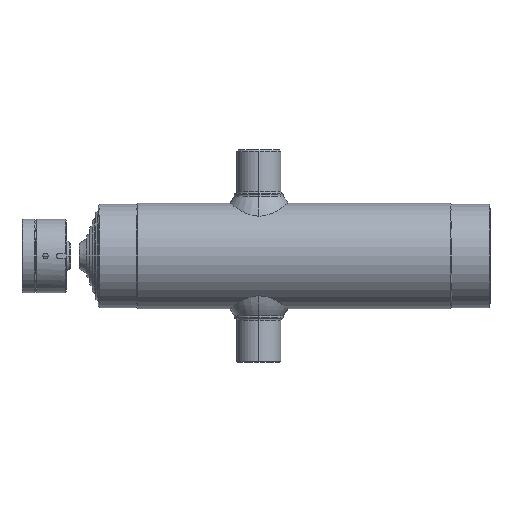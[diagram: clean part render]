
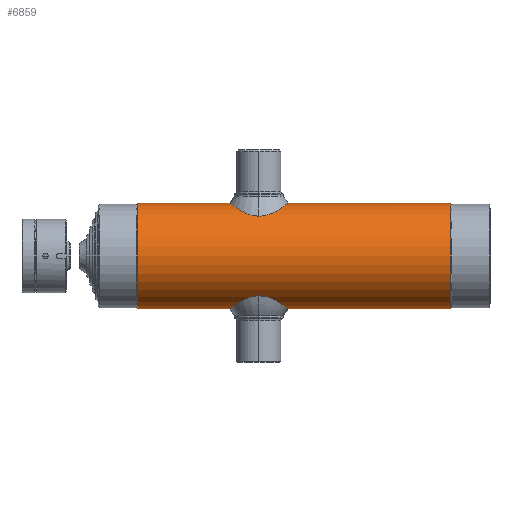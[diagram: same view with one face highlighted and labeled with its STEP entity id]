
A CAD part, left-side view. The second image highlights one B-rep face of the part: STEP entity #6859.
In plain terms, the highlighted cylindrical face has radius 54 mm (diameter 108 mm), a partial arc.
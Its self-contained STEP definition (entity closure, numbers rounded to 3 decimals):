
#38 = ORIENTED_EDGE ( 'NONE', *, *, #6924, .F. ) ;
#67 = CARTESIAN_POINT ( 'NONE',  ( 0., 249.089, 54. ) ) ;
#300 = CARTESIAN_POINT ( 'NONE',  ( 0., 249.089, 54. ) ) ;
#396 = B_SPLINE_CURVE_WITH_KNOTS ( 'NONE', 3,
 ( #300, #3473, #4351, #9700, #5066, #8198, #458, #5843, #9852, #4967, #8150, #1177, #2799, #2596, #7438, #414, #3527, #7284, #1031, #4144, #8103, #1237, #6555, #2653, #6659, #9804, #2748, #5889, #9124, #6148, #8406, #9083, #1378, #9279, #2133, #4495, #5366, #2941, #9913, #9170, #4540, #2049, #7627 ),
 .UNSPECIFIED., .F., .F.,
 ( 4, 2, 2, 1, 2, 2, 2, 2, 2, 2, 2, 2, 2, 2, 2, 2, 2, 2, 2, 2, 2, 4 ),
 ( 0.019, 0.02, 0.021, 0.021, 0.022, 0.022, 0.023, 0.025, 0.026, 0.026, 0.027, 0.028, 0.029, 0.03, 0.031, 0.032, 0.033, 0.034, 0.035, 0.035, 0.036, 0.038 ),
 .UNSPECIFIED. ) ;
#414 = CARTESIAN_POINT ( 'NONE',  ( -5.39, 245.754, 53.731 ) ) ;
#458 = CARTESIAN_POINT ( 'NONE',  ( -2.299, 248.642, 53.952 ) ) ;
#551 = DIRECTION ( 'NONE',  ( 0., 1., 0. ) ) ;
#554 = AXIS2_PLACEMENT_3D ( 'NONE', #8996, #1146, #3546 ) ;
#1031 = CARTESIAN_POINT ( 'NONE',  ( -5.798, 244.646, 53.688 ) ) ;
#1146 = DIRECTION ( 'NONE',  ( 0., 1., 0. ) ) ;
#1177 = CARTESIAN_POINT ( 'NONE',  ( -3.963, 247.611, 53.855 ) ) ;
#1237 = CARTESIAN_POINT ( 'NONE',  ( -6., 243.49, 53.666 ) ) ;
#1359 = VERTEX_POINT ( 'NONE', #8810 ) ;
#1376 = CARTESIAN_POINT ( 'NONE',  ( 0., 617.283, -54. ) ) ;
#1378 = CARTESIAN_POINT ( 'NONE',  ( -3.969, 238.573, 53.855 ) ) ;
#1451 = EDGE_CURVE ( 'NONE', #3923, #1359, #2428, .T. ) ;
#1942 = EDGE_CURVE ( 'NONE', #2386, #8152, #2511, .T. ) ;
#2049 = CARTESIAN_POINT ( 'NONE',  ( -0.397, 237.089, 54. ) ) ;
#2057 = DIRECTION ( 'NONE',  ( 0., 1., 0. ) ) ;
#2089 = DIRECTION ( 'NONE',  ( 0., 1., 0. ) ) ;
#2133 = CARTESIAN_POINT ( 'NONE',  ( -3.176, 237.995, 53.907 ) ) ;
#2381 = ORIENTED_EDGE ( 'NONE', *, *, #6594, .F. ) ;
#2386 = VERTEX_POINT ( 'NONE', #4425 ) ;
#2387 = DIRECTION ( 'NONE',  ( 0., 1., 0. ) ) ;
#2428 = LINE ( 'NONE', #7978, #7060 ) ;
#2511 = CIRCLE ( 'NONE', #554, 54. ) ;
#2596 = CARTESIAN_POINT ( 'NONE',  ( -4.77, 246.75, 53.789 ) ) ;
#2653 = CARTESIAN_POINT ( 'NONE',  ( -5.962, 242.307, 53.67 ) ) ;
#2748 = CARTESIAN_POINT ( 'NONE',  ( -5.686, 241.164, 53.7 ) ) ;
#2799 = CARTESIAN_POINT ( 'NONE',  ( -4.516, 247.059, 53.812 ) ) ;
#2941 = CARTESIAN_POINT ( 'NONE',  ( -2.483, 237.624, 53.943 ) ) ;
#2964 = CIRCLE ( 'NONE', #8726, 54. ) ;
#3075 = EDGE_LOOP ( 'NONE', ( #38, #7415, #5129, #5979, #5354, #2381 ) ) ;
#3473 = CARTESIAN_POINT ( 'NONE',  ( -0.392, 249.089, 54. ) ) ;
#3527 = CARTESIAN_POINT ( 'NONE',  ( -5.616, 245.21, 53.707 ) ) ;
#3546 = DIRECTION ( 'NONE',  ( 0., 0., 1. ) ) ;
#3923 = VERTEX_POINT ( 'NONE', #67 ) ;
#4144 = CARTESIAN_POINT ( 'NONE',  ( -5.846, 244.455, 53.683 ) ) ;
#4308 = CARTESIAN_POINT ( 'NONE',  ( 0., 237.089, 54. ) ) ;
#4351 = CARTESIAN_POINT ( 'NONE',  ( -0.781, 249.051, 53.996 ) ) ;
#4425 = CARTESIAN_POINT ( 'NONE',  ( 0., 47.089, -54. ) ) ;
#4435 = LINE ( 'NONE', #1376, #7906 ) ;
#4495 = CARTESIAN_POINT ( 'NONE',  ( -3.006, 237.893, 53.917 ) ) ;
#4540 = CARTESIAN_POINT ( 'NONE',  ( -0.789, 237.128, 53.996 ) ) ;
#4582 = VECTOR ( 'NONE', #5089, 1000. ) ;
#4691 = CARTESIAN_POINT ( 'NONE',  ( 0., 47.089, 54. ) ) ;
#4967 = CARTESIAN_POINT ( 'NONE',  ( -3.169, 248.188, 53.907 ) ) ;
#5057 = CARTESIAN_POINT ( 'NONE',  ( 0., 367.089, -54. ) ) ;
#5066 = CARTESIAN_POINT ( 'NONE',  ( -1.555, 248.888, 53.978 ) ) ;
#5089 = DIRECTION ( 'NONE',  ( 0., 1., 0. ) ) ;
#5129 = ORIENTED_EDGE ( 'NONE', *, *, #7667, .T. ) ;
#5183 = DIRECTION ( 'NONE',  ( 0., 0., 1. ) ) ;
#5278 = CARTESIAN_POINT ( 'NONE',  ( 0., 367.089, 0. ) ) ;
#5354 = ORIENTED_EDGE ( 'NONE', *, *, #1451, .T. ) ;
#5364 = FACE_OUTER_BOUND ( 'NONE', #3075, .T. ) ;
#5366 = CARTESIAN_POINT ( 'NONE',  ( -2.66, 237.708, 53.935 ) ) ;
#5843 = CARTESIAN_POINT ( 'NONE',  ( -2.653, 248.475, 53.935 ) ) ;
#5863 = LINE ( 'NONE', #9934, #4582 ) ;
#5889 = CARTESIAN_POINT ( 'NONE',  ( -5.619, 240.977, 53.707 ) ) ;
#5979 = ORIENTED_EDGE ( 'NONE', *, *, #7936, .F. ) ;
#6037 = CYLINDRICAL_SURFACE ( 'NONE', #6921, 54. ) ;
#6145 = CARTESIAN_POINT ( 'NONE',  ( 0., 617.283, 0. ) ) ;
#6148 = CARTESIAN_POINT ( 'NONE',  ( -5.21, 240.087, 53.749 ) ) ;
#6555 = CARTESIAN_POINT ( 'NONE',  ( -6., 242.697, 53.666 ) ) ;
#6594 = EDGE_CURVE ( 'NONE', #9096, #1359, #2964, .T. ) ;
#6659 = CARTESIAN_POINT ( 'NONE',  ( -5.848, 241.732, 53.682 ) ) ;
#6806 = DIRECTION ( 'NONE',  ( 0., 0., 1. ) ) ;
#6859 = ADVANCED_FACE ( 'NONE', ( #5364 ), #6037, .T. ) ;
#6921 = AXIS2_PLACEMENT_3D ( 'NONE', #6145, #2089, #6806 ) ;
#6924 = EDGE_CURVE ( 'NONE', #2386, #9096, #4435, .T. ) ;
#7060 = VECTOR ( 'NONE', #2387, 1000. ) ;
#7284 = CARTESIAN_POINT ( 'NONE',  ( -5.683, 245.023, 53.7 ) ) ;
#7415 = ORIENTED_EDGE ( 'NONE', *, *, #1942, .T. ) ;
#7438 = CARTESIAN_POINT ( 'NONE',  ( -5.205, 246.099, 53.749 ) ) ;
#7627 = CARTESIAN_POINT ( 'NONE',  ( 0., 237.089, 54. ) ) ;
#7667 = EDGE_CURVE ( 'NONE', #8152, #10098, #5863, .T. ) ;
#7906 = VECTOR ( 'NONE', #551, 1000. ) ;
#7936 = EDGE_CURVE ( 'NONE', #3923, #10098, #396, .T. ) ;
#7978 = CARTESIAN_POINT ( 'NONE',  ( 0., 617.283, 54. ) ) ;
#8103 = CARTESIAN_POINT ( 'NONE',  ( -5.96, 243.88, 53.67 ) ) ;
#8150 = CARTESIAN_POINT ( 'NONE',  ( -3.661, 247.859, 53.877 ) ) ;
#8152 = VERTEX_POINT ( 'NONE', #4691 ) ;
#8198 = CARTESIAN_POINT ( 'NONE',  ( -1.931, 248.774, 53.966 ) ) ;
#8406 = CARTESIAN_POINT ( 'NONE',  ( -4.775, 239.435, 53.789 ) ) ;
#8726 = AXIS2_PLACEMENT_3D ( 'NONE', #5278, #2057, #5183 ) ;
#8810 = CARTESIAN_POINT ( 'NONE',  ( 0., 367.089, 54. ) ) ;
#8996 = CARTESIAN_POINT ( 'NONE',  ( 0., 47.089, 0. ) ) ;
#9083 = CARTESIAN_POINT ( 'NONE',  ( -4.522, 239.126, 53.811 ) ) ;
#9096 = VERTEX_POINT ( 'NONE', #5057 ) ;
#9124 = CARTESIAN_POINT ( 'NONE',  ( -5.394, 240.432, 53.73 ) ) ;
#9170 = CARTESIAN_POINT ( 'NONE',  ( -1.565, 237.283, 53.979 ) ) ;
#9279 = CARTESIAN_POINT ( 'NONE',  ( -3.668, 238.325, 53.876 ) ) ;
#9700 = CARTESIAN_POINT ( 'NONE',  ( -1.362, 248.936, 53.983 ) ) ;
#9804 = CARTESIAN_POINT ( 'NONE',  ( -5.8, 241.541, 53.688 ) ) ;
#9852 = CARTESIAN_POINT ( 'NONE',  ( -2.999, 248.29, 53.917 ) ) ;
#9913 = CARTESIAN_POINT ( 'NONE',  ( -1.942, 237.399, 53.966 ) ) ;
#9934 = CARTESIAN_POINT ( 'NONE',  ( 0., 617.283, 54. ) ) ;
#10098 = VERTEX_POINT ( 'NONE', #4308 ) ;
